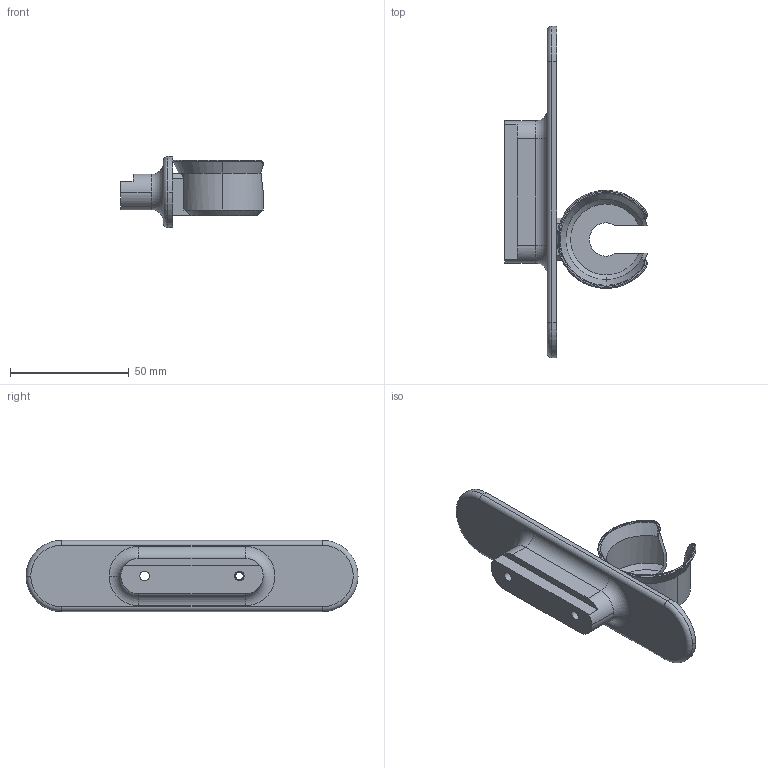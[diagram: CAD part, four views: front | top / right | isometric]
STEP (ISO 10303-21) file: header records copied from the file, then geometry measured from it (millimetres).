
FILE_DESCRIPTION(('HOOPS Exchange Step'),'2;1');
FILE_NAME('temp_export','2024-12-21T20:29:35+19:00',('mikearmstrong'),('Shapr3D Limited'),'HOOPS Exchange 2024.6','Shapr3D','Authorized');
FILE_SCHEMA( ('AP242_MANAGED_MODEL_BASED_3D_ENGINEERING_MIM_LF {1 0 10303 442 1 1 4 }') );
Length unit declared in the file: millimetre
Products named in the file (2): Probe Holder; root
Assembly tree (1 placements, depth 2):
  root
    Probe Holder
Bounding box: 60.26 x 140 x 30 mm (x, y, z)
Volume: 35953.7 mm3; surface area: 18388.2 mm2
Topology: 2 solids, 2 shells, 103 faces, 270 edges, 175 vertices
Faces by surface type: plane 52, cylinder 24, torus 10, bspline 9, cone 8
Full cylindrical faces by diameter (mm): 3.3 x1, 4 x2, 6.3 x1, 6.5 x1
Entity records: 6102 total; most frequent: CARTESIAN_POINT 3524, ORIENTED_EDGE 540, DIRECTION 516, EDGE_CURVE 270, AXIS2_PLACEMENT_3D 189, VERTEX_POINT 175, VECTOR 138, LINE 138
